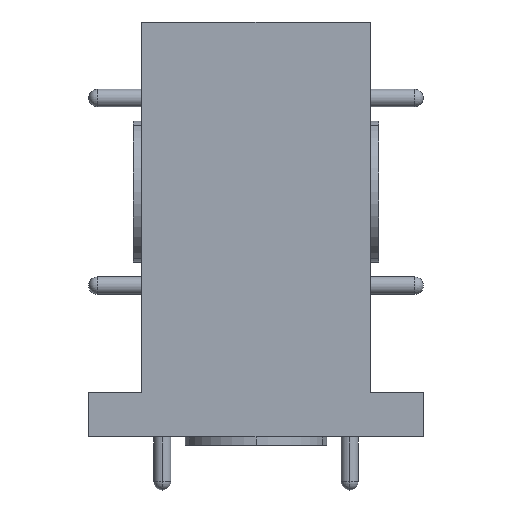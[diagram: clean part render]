
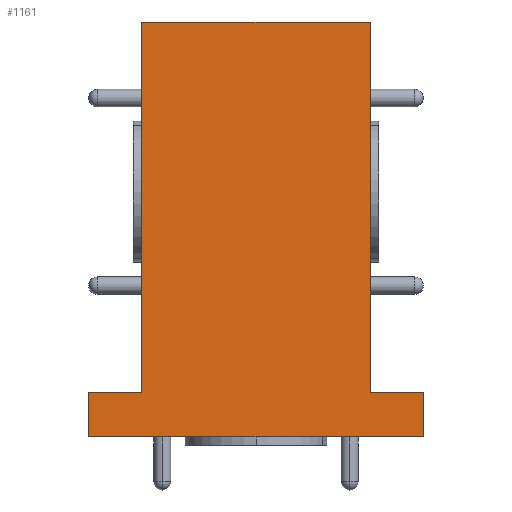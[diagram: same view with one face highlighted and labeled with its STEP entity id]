
A CAD part, front view. The second image highlights one B-rep face of the part: STEP entity #1161.
In plain terms, the highlighted planar face has unit normal (0, -1, 0).
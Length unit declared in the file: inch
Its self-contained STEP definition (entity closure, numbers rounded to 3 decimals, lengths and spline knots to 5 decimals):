
#215 = DIRECTION ( 'NONE',  ( 0., 0., -1. ) ) ;
#356 = VECTOR ( 'NONE', #6913, 39.37008 ) ;
#437 = CARTESIAN_POINT ( 'NONE',  ( -0.59055, -0.59055, -0.86606 ) ) ;
#643 = CARTESIAN_POINT ( 'NONE',  ( -0.40307, -0.59055, -0.73858 ) ) ;
#1009 = DIRECTION ( 'NONE',  ( -1., 0., 0. ) ) ;
#1161 = ADVANCED_FACE ( 'NONE', ( #6510 ), #9202, .F. ) ;
#1178 = CARTESIAN_POINT ( 'NONE',  ( 0.40307, -0.59055, 0.6 ) ) ;
#1185 = CARTESIAN_POINT ( 'NONE',  ( 0.59055, -0.59055, 0.6 ) ) ;
#1378 = VECTOR ( 'NONE', #9267, 39.37008 ) ;
#1705 = VERTEX_POINT ( 'NONE', #2018 ) ;
#1772 = VECTOR ( 'NONE', #9079, 39.37008 ) ;
#1974 = DIRECTION ( 'NONE',  ( 1., 0., 0. ) ) ;
#2018 = CARTESIAN_POINT ( 'NONE',  ( -0.40307, -0.59055, 0.6 ) ) ;
#2110 = VERTEX_POINT ( 'NONE', #5032 ) ;
#2699 = LINE ( 'NONE', #11004, #1772 ) ;
#2732 = ORIENTED_EDGE ( 'NONE', *, *, #6439, .F. ) ;
#2829 = LINE ( 'NONE', #9513, #6028 ) ;
#2911 = CARTESIAN_POINT ( 'NONE',  ( 0.59055, -0.59055, 0.6 ) ) ;
#2941 = CARTESIAN_POINT ( 'NONE',  ( -0.59055, -0.59055, -0.70858 ) ) ;
#2983 = ORIENTED_EDGE ( 'NONE', *, *, #8777, .T. ) ;
#3102 = CARTESIAN_POINT ( 'NONE',  ( 0.59055, -0.59055, -0.86606 ) ) ;
#3315 = ORIENTED_EDGE ( 'NONE', *, *, #8864, .T. ) ;
#3439 = EDGE_CURVE ( 'NONE', #11846, #5469, #4093, .T. ) ;
#3775 = LINE ( 'NONE', #1185, #9728 ) ;
#4093 = LINE ( 'NONE', #7822, #356 ) ;
#4341 = ORIENTED_EDGE ( 'NONE', *, *, #3439, .F. ) ;
#5032 = CARTESIAN_POINT ( 'NONE',  ( 0.59055, -0.59055, -0.70858 ) ) ;
#5392 = LINE ( 'NONE', #7237, #11345 ) ;
#5469 = VERTEX_POINT ( 'NONE', #6759 ) ;
#6028 = VECTOR ( 'NONE', #1974, 39.37008 ) ;
#6077 = ORIENTED_EDGE ( 'NONE', *, *, #6493, .T. ) ;
#6259 = DIRECTION ( 'NONE',  ( 0., 0., 1. ) ) ;
#6439 = EDGE_CURVE ( 'NONE', #9653, #11599, #2699, .T. ) ;
#6493 = EDGE_CURVE ( 'NONE', #11846, #11599, #10195, .T. ) ;
#6510 = FACE_OUTER_BOUND ( 'NONE', #9298, .T. ) ;
#6564 = DIRECTION ( 'NONE',  ( 0., 1., 0. ) ) ;
#6759 = CARTESIAN_POINT ( 'NONE',  ( -0.40307, -0.59055, -0.70858 ) ) ;
#6913 = DIRECTION ( 'NONE',  ( 1., 0., 0. ) ) ;
#7237 = CARTESIAN_POINT ( 'NONE',  ( 0.40307, -0.59055, -0.73858 ) ) ;
#7429 = CARTESIAN_POINT ( 'NONE',  ( -0.59055, -0.59055, 0.6 ) ) ;
#7545 = DIRECTION ( 'NONE',  ( 0., 0., 1. ) ) ;
#7746 = ORIENTED_EDGE ( 'NONE', *, *, #7941, .T. ) ;
#7822 = CARTESIAN_POINT ( 'NONE',  ( -0.59055, -0.59055, -0.70858 ) ) ;
#7941 = EDGE_CURVE ( 'NONE', #10259, #11538, #5392, .T. ) ;
#8777 = EDGE_CURVE ( 'NONE', #1705, #5469, #12130, .T. ) ;
#8864 = EDGE_CURVE ( 'NONE', #11538, #1705, #11329, .T. ) ;
#8919 = EDGE_CURVE ( 'NONE', #2110, #9653, #3775, .T. ) ;
#8937 = VECTOR ( 'NONE', #1009, 39.37008 ) ;
#9079 = DIRECTION ( 'NONE',  ( -1., 0., 0. ) ) ;
#9202 = PLANE ( 'NONE',  #10030 ) ;
#9226 = DIRECTION ( 'NONE',  ( 0., 0., -1. ) ) ;
#9252 = EDGE_CURVE ( 'NONE', #10259, #2110, #2829, .T. ) ;
#9267 = DIRECTION ( 'NONE',  ( 0., 0., -1. ) ) ;
#9298 = EDGE_LOOP ( 'NONE', ( #9851, #7746, #3315, #2983, #4341, #6077, #2732, #10273 ) ) ;
#9382 = CARTESIAN_POINT ( 'NONE',  ( 0.59055, -0.59055, 0.6 ) ) ;
#9513 = CARTESIAN_POINT ( 'NONE',  ( 0.40307, -0.59055, -0.70858 ) ) ;
#9653 = VERTEX_POINT ( 'NONE', #3102 ) ;
#9728 = VECTOR ( 'NONE', #215, 39.37008 ) ;
#9851 = ORIENTED_EDGE ( 'NONE', *, *, #9252, .F. ) ;
#10030 = AXIS2_PLACEMENT_3D ( 'NONE', #9382, #6564, #7545 ) ;
#10195 = LINE ( 'NONE', #7429, #1378 ) ;
#10259 = VERTEX_POINT ( 'NONE', #10939 ) ;
#10273 = ORIENTED_EDGE ( 'NONE', *, *, #8919, .F. ) ;
#10330 = VECTOR ( 'NONE', #9226, 39.37008 ) ;
#10939 = CARTESIAN_POINT ( 'NONE',  ( 0.40307, -0.59055, -0.70858 ) ) ;
#11004 = CARTESIAN_POINT ( 'NONE',  ( 0.59055, -0.59055, -0.86606 ) ) ;
#11329 = LINE ( 'NONE', #2911, #8937 ) ;
#11345 = VECTOR ( 'NONE', #6259, 39.37008 ) ;
#11538 = VERTEX_POINT ( 'NONE', #1178 ) ;
#11599 = VERTEX_POINT ( 'NONE', #437 ) ;
#11846 = VERTEX_POINT ( 'NONE', #2941 ) ;
#12130 = LINE ( 'NONE', #643, #10330 ) ;
